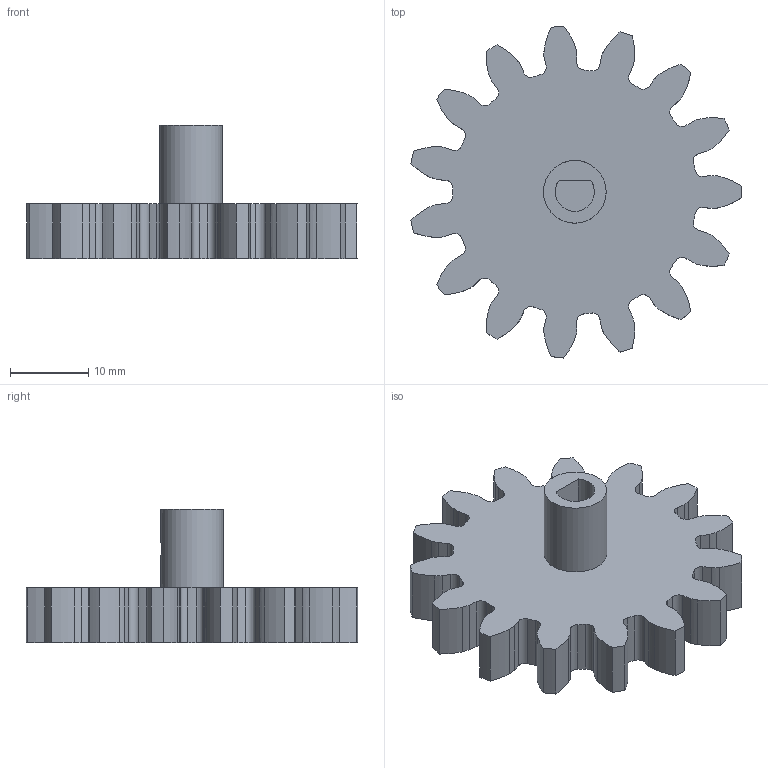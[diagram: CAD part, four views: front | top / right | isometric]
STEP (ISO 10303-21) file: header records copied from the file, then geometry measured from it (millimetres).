
FILE_DESCRIPTION(('FreeCAD Model'),'2;1');
FILE_NAME('motorPignon.step', '2019-01-25T14:12:49',('Author'),(''), 'Open CASCADE STEP processor 7.2','FreeCAD','Unknown');
FILE_SCHEMA(('AUTOMOTIVE_DESIGN { 1 0 10303 214 1 1 1 1 }'));
Length unit declared in the file: millimetre
Products named in the file (1): Fusion
Bounding box: 42.19 x 42.41 x 17 mm (x, y, z)
Volume: 7826.4 mm3; surface area: 4202.1 mm2
Topology: 1 solids, 1 shells, 158 faces, 462 edges, 308 vertices
Faces by surface type: cylinder 63, extrusion 60, plane 35
Full cylindrical faces by diameter (mm): 2 x1, 8 x1
Entity records: 13195 total; most frequent: CARTESIAN_POINT 3338, DIRECTION 1465, VECTOR 953, ORIENTED_EDGE 924, PCURVE 924, DEFINITIONAL_REPRESENTATION 924, LINE 893, EDGE_CURVE 462
